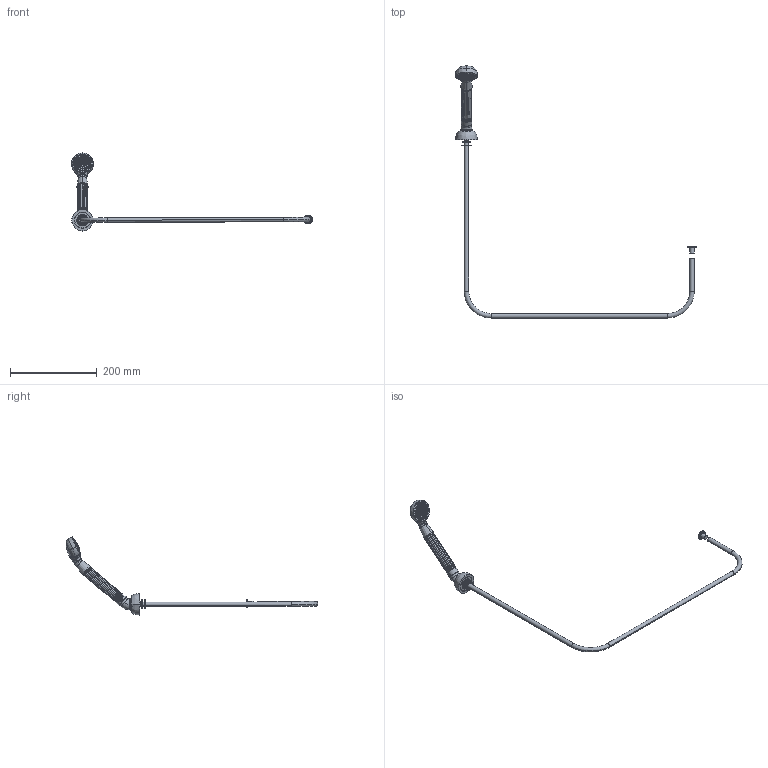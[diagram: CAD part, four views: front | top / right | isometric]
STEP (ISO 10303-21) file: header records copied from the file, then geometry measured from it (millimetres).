
FILE_DESCRIPTION((''),'2;1');
FILE_NAME('280C_ASM','2010-12-08T',('project'),(''),'PRO/ENGINEER BY PARAMETRIC TECHNOLOGY CORPORATION, 2009300','PRO/ENGINEER BY PARAMETRIC TECHNOLOGY CORPORATION, 2009300','');
FILE_SCHEMA(('CONFIG_CONTROL_DESIGN'));
Length unit declared in the file: inch
Products named in the file (29): 50307_AF0; 91182; 91180_AF0; 50308_AF0; 91181_AF0; 5-011_AF0_ASM; 50303_AF0; 50304_AF0; 50305; 50306; 6-289_AF0_ASM; 289_AF0_ASM; 50278; 50279; 50277; 50275; 91173; 50276; 92253; 280_ASM; 50287-1_AF5; 91176_AF5; 50900_AF5; 50900_AF1; 91153_AF5; 91153_AF1; 91021_AF0; 284_AF0_ASM; 280C_ASM
Assembly tree (28 placements, depth 4):
  280C_ASM
    289_AF0_ASM
      5-011_AF0_ASM
        50307_AF0
        91182
        91180_AF0
        50308_AF0
        91181_AF0
      6-289_AF0_ASM
        50303_AF0
        50304_AF0
        50305
        50306
    280_ASM
      50278
      50279
      50277
      50275
      91173
      50276
      92253
    284_AF0_ASM
      50287-1_AF5
      91176_AF5
      50900_AF5
      50900_AF1
      91153_AF5
      91153_AF1
      91021_AF0
Bounding box: 555.88 x 581.43 x 179.98 mm (x, y, z)
Volume: 80077.9 mm3; surface area: 130568.7 mm2
Topology: 14 solids, 28 shells, 1236 faces, 3243 edges, 2070 vertices
Faces by surface type: bspline 484, cylinder 445, plane 125, cone 103, torus 77, sphere 2
Entity records: 82711 total; most frequent: CARTESIAN_POINT 54615, ORIENTED_EDGE 6210, DIRECTION 4579, EDGE_CURVE 3237, VERTEX_POINT 2070, AXIS2_PLACEMENT_3D 1884, EDGE_LOOP 1510, B_SPLINE_CURVE_WITH_KNOTS 1390
